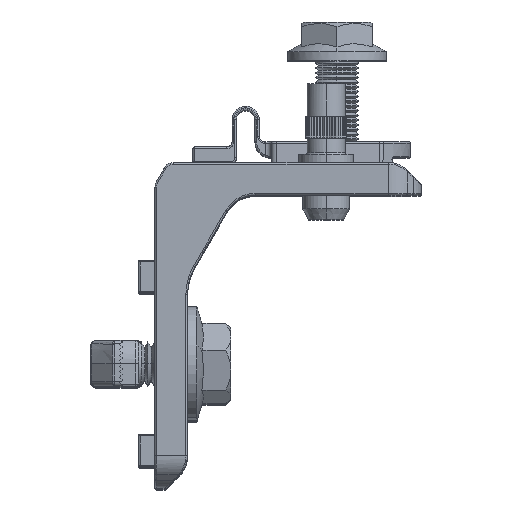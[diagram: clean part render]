
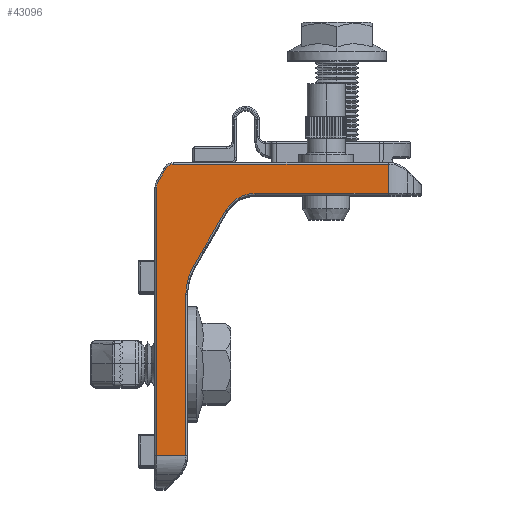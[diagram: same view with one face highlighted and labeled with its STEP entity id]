
A CAD part, top view. The second image highlights one B-rep face of the part: STEP entity #43096.
In plain terms, the highlighted planar face has unit normal (0, 0, 1).
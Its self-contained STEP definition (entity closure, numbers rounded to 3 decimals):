
#150 = LINE ( 'NONE', #9303, #37780 ) ;
#344 = CIRCLE ( 'NONE', #48121, 6.3 ) ;
#1404 = AXIS2_PLACEMENT_3D ( 'NONE', #41223, #18716, #45005 ) ;
#2041 = ORIENTED_EDGE ( 'NONE', *, *, #3446, .T. ) ;
#2403 = CARTESIAN_POINT ( 'NONE',  ( 5.7, -53.929, 10. ) ) ;
#2883 = VECTOR ( 'NONE', #42755, 1000. ) ;
#3161 = AXIS2_PLACEMENT_3D ( 'NONE', #44126, #21624, #47930 ) ;
#3446 = EDGE_CURVE ( 'NONE', #35968, #33623, #8707, .T. ) ;
#3501 = VECTOR ( 'NONE', #43819, 1000. ) ;
#3602 = CARTESIAN_POINT ( 'NONE',  ( 0.3, -4.536, 10. ) ) ;
#3887 = EDGE_LOOP ( 'NONE', ( #33384, #13719, #27774, #37437, #2041, #6212, #33436, #9068, #28356, #10710, #27685, #44549 ) ) ;
#4548 = EDGE_CURVE ( 'NONE', #42422, #13748, #45064, .T. ) ;
#4670 = CARTESIAN_POINT ( 'NONE',  ( 18.464, -12., 10. ) ) ;
#4702 = EDGE_CURVE ( 'NONE', #6935, #15295, #344, .T. ) ;
#5047 = DIRECTION ( 'NONE',  ( -1., 0., 0. ) ) ;
#6212 = ORIENTED_EDGE ( 'NONE', *, *, #46100, .T. ) ;
#6549 = DIRECTION ( 'NONE',  ( 0., 0., 1. ) ) ;
#6935 = VERTEX_POINT ( 'NONE', #9149 ) ;
#8065 = DIRECTION ( 'NONE',  ( 0., 1., 0. ) ) ;
#8249 = VERTEX_POINT ( 'NONE', #40075 ) ;
#8472 = DIRECTION ( 'NONE',  ( -1., 0., 0. ) ) ;
#8707 = CIRCLE ( 'NONE', #1404, 1.7 ) ;
#8893 = VERTEX_POINT ( 'NONE', #46980 ) ;
#8916 = DIRECTION ( 'NONE',  ( 0.5, 0.866, 0. ) ) ;
#9068 = ORIENTED_EDGE ( 'NONE', *, *, #4548, .T. ) ;
#9149 = CARTESIAN_POINT ( 'NONE',  ( 13.008, -8.85, 10. ) ) ;
#9303 = CARTESIAN_POINT ( 'NONE',  ( 49., -0.3, 10. ) ) ;
#10710 = ORIENTED_EDGE ( 'NONE', *, *, #30323, .T. ) ;
#10851 = EDGE_CURVE ( 'NONE', #8893, #24458, #43076, .T. ) ;
#11846 = CARTESIAN_POINT ( 'NONE',  ( 42.929, -5.7, 10. ) ) ;
#13719 = ORIENTED_EDGE ( 'NONE', *, *, #46683, .T. ) ;
#13748 = VERTEX_POINT ( 'NONE', #39739 ) ;
#14114 = VECTOR ( 'NONE', #16357, 1000. ) ;
#14363 = LINE ( 'NONE', #46548, #42030 ) ;
#14868 = CARTESIAN_POINT ( 'NONE',  ( 0.3, -60., 10. ) ) ;
#15295 = VERTEX_POINT ( 'NONE', #33168 ) ;
#15905 = VECTOR ( 'NONE', #8065, 1000. ) ;
#16357 = DIRECTION ( 'NONE',  ( -0.5, -0.866, 0. ) ) ;
#16665 = DIRECTION ( 'NONE',  ( -1., 0., 0. ) ) ;
#17510 = CARTESIAN_POINT ( 'NONE',  ( 6., -53.929, 10. ) ) ;
#17879 = EDGE_CURVE ( 'NONE', #38318, #35968, #150, .T. ) ;
#18716 = DIRECTION ( 'NONE',  ( 0., 0., 1. ) ) ;
#18983 = EDGE_CURVE ( 'NONE', #8249, #42422, #37684, .T. ) ;
#20248 = CARTESIAN_POINT ( 'NONE',  ( 49., -5.7, 10. ) ) ;
#21624 = DIRECTION ( 'NONE',  ( 0., 0., -1. ) ) ;
#22573 = FACE_OUTER_BOUND ( 'NONE', #3887, .T. ) ;
#23615 = VERTEX_POINT ( 'NONE', #2403 ) ;
#24458 = VERTEX_POINT ( 'NONE', #38627 ) ;
#24606 = CARTESIAN_POINT ( 'NONE',  ( 42.929, -0.3, 10. ) ) ;
#25502 = CARTESIAN_POINT ( 'NONE',  ( 42.929, 0., 10. ) ) ;
#26096 = DIRECTION ( 'NONE',  ( 0., -1., 0. ) ) ;
#26269 = VECTOR ( 'NONE', #26096, 1000. ) ;
#27593 = DIRECTION ( 'NONE',  ( 0., 0., -1. ) ) ;
#27685 = ORIENTED_EDGE ( 'NONE', *, *, #10851, .T. ) ;
#27715 = EDGE_CURVE ( 'NONE', #24458, #6935, #14363, .T. ) ;
#27774 = ORIENTED_EDGE ( 'NONE', *, *, #32282, .T. ) ;
#27973 = CARTESIAN_POINT ( 'NONE',  ( 1.992, -1.15, 10. ) ) ;
#28356 = ORIENTED_EDGE ( 'NONE', *, *, #39643, .T. ) ;
#29100 = CARTESIAN_POINT ( 'NONE',  ( 2., -4.536, 10. ) ) ;
#30323 = EDGE_CURVE ( 'NONE', #23615, #8893, #35896, .T. ) ;
#30608 = CARTESIAN_POINT ( 'NONE',  ( 5.7, -60., 10. ) ) ;
#31002 = DIRECTION ( 'NONE',  ( 0., 0., -1. ) ) ;
#31339 = CARTESIAN_POINT ( 'NONE',  ( 0.528, -3.686, 10. ) ) ;
#31832 = AXIS2_PLACEMENT_3D ( 'NONE', #29100, #6549, #32835 ) ;
#32282 = EDGE_CURVE ( 'NONE', #41026, #38318, #33971, .T. ) ;
#32359 = LINE ( 'NONE', #17510, #3501 ) ;
#32835 = DIRECTION ( 'NONE',  ( -1., 0., 0. ) ) ;
#33033 = DIRECTION ( 'NONE',  ( 0., 1., 0. ) ) ;
#33168 = CARTESIAN_POINT ( 'NONE',  ( 18.464, -5.7, 10. ) ) ;
#33384 = ORIENTED_EDGE ( 'NONE', *, *, #4702, .T. ) ;
#33436 = ORIENTED_EDGE ( 'NONE', *, *, #18983, .T. ) ;
#33623 = VERTEX_POINT ( 'NONE', #27973 ) ;
#33971 = LINE ( 'NONE', #25502, #35147 ) ;
#34126 = LINE ( 'NONE', #31339, #14114 ) ;
#34962 = PLANE ( 'NONE',  #46129 ) ;
#35147 = VECTOR ( 'NONE', #33033, 1000. ) ;
#35896 = LINE ( 'NONE', #30608, #15905 ) ;
#35968 = VERTEX_POINT ( 'NONE', #48609 ) ;
#37437 = ORIENTED_EDGE ( 'NONE', *, *, #17879, .T. ) ;
#37684 = CIRCLE ( 'NONE', #31832, 1.7 ) ;
#37780 = VECTOR ( 'NONE', #16665, 1000. ) ;
#38318 = VERTEX_POINT ( 'NONE', #24606 ) ;
#38627 = CARTESIAN_POINT ( 'NONE',  ( 7.08, -19.118, 10. ) ) ;
#39643 = EDGE_CURVE ( 'NONE', #13748, #23615, #32359, .T. ) ;
#39739 = CARTESIAN_POINT ( 'NONE',  ( 0.3, -53.929, 10. ) ) ;
#40075 = CARTESIAN_POINT ( 'NONE',  ( 0.528, -3.686, 10. ) ) ;
#41026 = VERTEX_POINT ( 'NONE', #11846 ) ;
#41223 = CARTESIAN_POINT ( 'NONE',  ( 3.464, -2., 10. ) ) ;
#41705 = LINE ( 'NONE', #20248, #2883 ) ;
#42030 = VECTOR ( 'NONE', #8916, 1000. ) ;
#42368 = CARTESIAN_POINT ( 'NONE',  ( 49., -60., 10. ) ) ;
#42422 = VERTEX_POINT ( 'NONE', #3602 ) ;
#42755 = DIRECTION ( 'NONE',  ( 1., 0., 0. ) ) ;
#43076 = CIRCLE ( 'NONE', #3161, 10.3 ) ;
#43096 = ADVANCED_FACE ( 'NONE', ( #22573 ), #34962, .F. ) ;
#43819 = DIRECTION ( 'NONE',  ( 1., 0., 0. ) ) ;
#44126 = CARTESIAN_POINT ( 'NONE',  ( 16., -24.268, 10. ) ) ;
#44549 = ORIENTED_EDGE ( 'NONE', *, *, #27715, .T. ) ;
#45005 = DIRECTION ( 'NONE',  ( -1., 0., 0. ) ) ;
#45064 = LINE ( 'NONE', #14868, #26269 ) ;
#46100 = EDGE_CURVE ( 'NONE', #33623, #8249, #34126, .T. ) ;
#46129 = AXIS2_PLACEMENT_3D ( 'NONE', #42368, #27593, #5047 ) ;
#46548 = CARTESIAN_POINT ( 'NONE',  ( -0.142, -31.628, 10. ) ) ;
#46683 = EDGE_CURVE ( 'NONE', #15295, #41026, #41705, .T. ) ;
#46980 = CARTESIAN_POINT ( 'NONE',  ( 5.7, -24.268, 10. ) ) ;
#47930 = DIRECTION ( 'NONE',  ( -1., 0., 0. ) ) ;
#48121 = AXIS2_PLACEMENT_3D ( 'NONE', #4670, #31002, #8472 ) ;
#48609 = CARTESIAN_POINT ( 'NONE',  ( 3.464, -0.3, 10. ) ) ;
